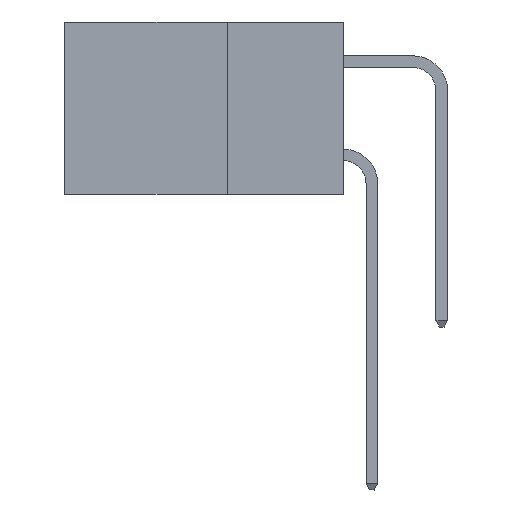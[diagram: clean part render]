
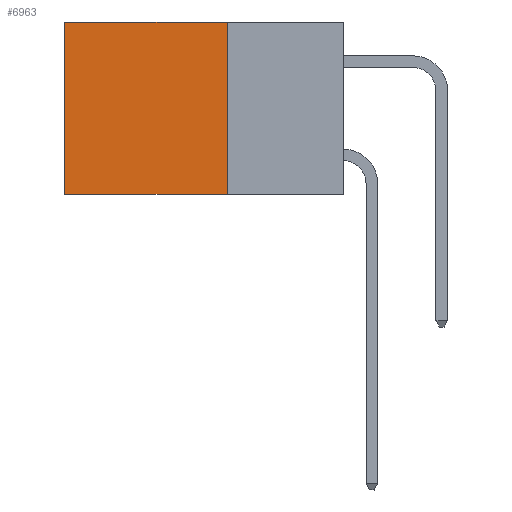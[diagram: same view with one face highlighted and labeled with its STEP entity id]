
A CAD part, left-side view. The second image highlights one B-rep face of the part: STEP entity #6963.
In plain terms, the highlighted planar face has unit normal (-1, 0, 0).
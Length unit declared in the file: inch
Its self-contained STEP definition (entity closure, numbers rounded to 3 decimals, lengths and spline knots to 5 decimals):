
#84 = EDGE_CURVE ( 'NONE', #1722, #5482, #7803, .T. ) ;
#93 = LINE ( 'NONE', #1196, #11711 ) ;
#434 = EDGE_LOOP ( 'NONE', ( #11155, #8698, #4673, #10336 ) ) ;
#763 = DIRECTION ( 'NONE',  ( 0., 1., 0. ) ) ;
#823 = EDGE_CURVE ( 'NONE', #11176, #5305, #11931, .T. ) ;
#832 = CARTESIAN_POINT ( 'NONE',  ( 0.298, 0.25, 0. ) ) ;
#984 = LINE ( 'NONE', #5891, #6606 ) ;
#1151 = PLANE ( 'NONE',  #8693 ) ;
#1196 = CARTESIAN_POINT ( 'NONE',  ( 0.298, 0.25, -0.37 ) ) ;
#1722 = VERTEX_POINT ( 'NONE', #4699 ) ;
#2251 = CARTESIAN_POINT ( 'NONE',  ( 0.298, 0.6, 0. ) ) ;
#3508 = DIRECTION ( 'NONE',  ( 0., 0., -1. ) ) ;
#4673 = ORIENTED_EDGE ( 'NONE', *, *, #84, .F. ) ;
#4699 = CARTESIAN_POINT ( 'NONE',  ( 0.298, 0.25, 0. ) ) ;
#5305 = VERTEX_POINT ( 'NONE', #5981 ) ;
#5482 = VERTEX_POINT ( 'NONE', #6403 ) ;
#5891 = CARTESIAN_POINT ( 'NONE',  ( 0.298, 0.25, 0. ) ) ;
#5981 = CARTESIAN_POINT ( 'NONE',  ( 0.298, 0.6, -0.37 ) ) ;
#6258 = VECTOR ( 'NONE', #3508, 39.37008 ) ;
#6403 = CARTESIAN_POINT ( 'NONE',  ( 0.298, 0.25, -0.37 ) ) ;
#6606 = VECTOR ( 'NONE', #11204, 39.37008 ) ;
#6963 = ADVANCED_FACE ( 'NONE', ( #8189 ), #1151, .F. ) ;
#7803 = LINE ( 'NONE', #9805, #9946 ) ;
#8189 = FACE_OUTER_BOUND ( 'NONE', #434, .T. ) ;
#8390 = CARTESIAN_POINT ( 'NONE',  ( 0.298, 0.6, 0. ) ) ;
#8693 = AXIS2_PLACEMENT_3D ( 'NONE', #832, #11235, #10256 ) ;
#8698 = ORIENTED_EDGE ( 'NONE', *, *, #10025, .F. ) ;
#9805 = CARTESIAN_POINT ( 'NONE',  ( 0.298, 0.25, 0. ) ) ;
#9946 = VECTOR ( 'NONE', #10400, 39.37008 ) ;
#10025 = EDGE_CURVE ( 'NONE', #5482, #5305, #93, .T. ) ;
#10256 = DIRECTION ( 'NONE',  ( 0., 0., -1. ) ) ;
#10336 = ORIENTED_EDGE ( 'NONE', *, *, #12907, .T. ) ;
#10400 = DIRECTION ( 'NONE',  ( 0., 0., -1. ) ) ;
#11155 = ORIENTED_EDGE ( 'NONE', *, *, #823, .T. ) ;
#11176 = VERTEX_POINT ( 'NONE', #2251 ) ;
#11204 = DIRECTION ( 'NONE',  ( 0., 1., 0. ) ) ;
#11235 = DIRECTION ( 'NONE',  ( 1., 0., 0. ) ) ;
#11711 = VECTOR ( 'NONE', #763, 39.37008 ) ;
#11931 = LINE ( 'NONE', #8390, #6258 ) ;
#12907 = EDGE_CURVE ( 'NONE', #1722, #11176, #984, .T. ) ;
